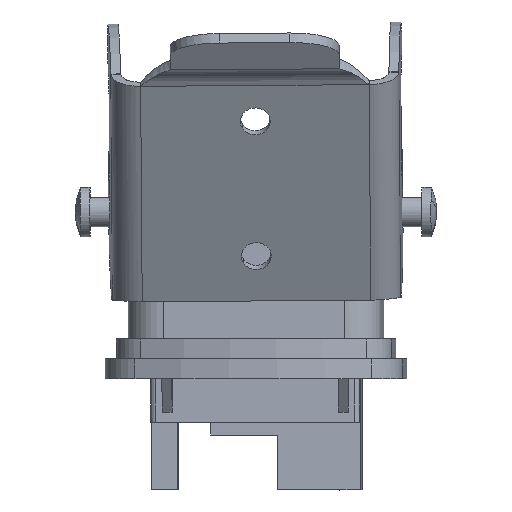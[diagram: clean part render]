
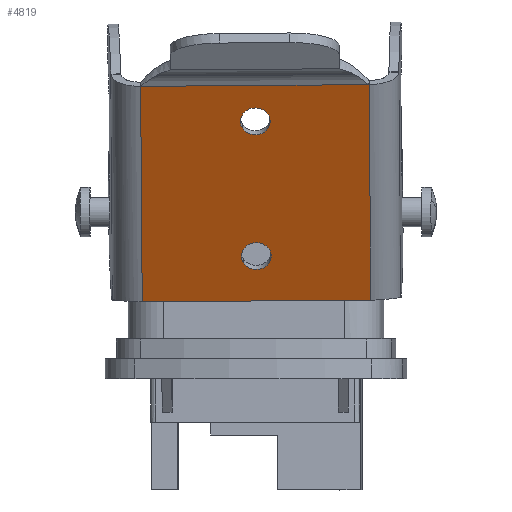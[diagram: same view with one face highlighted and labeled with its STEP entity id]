
A CAD part, front view. The second image highlights one B-rep face of the part: STEP entity #4819.
In plain terms, the highlighted planar face has unit normal (0.003, -0.906, -0.423).
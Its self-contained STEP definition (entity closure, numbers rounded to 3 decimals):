
#4664=AXIS2_PLACEMENT_3D('Circle Axis2P3D',#4662,#4663,$) ;
#4725=AXIS2_PLACEMENT_3D('Plane Axis2P3D',#4722,#4723,#4724) ;
#4657=CARTESIAN_POINT('Vertex',(19.59,19.664,24.277)) ;
#4662=CARTESIAN_POINT('Axis2P3D Location',(18.278,19.968,23.616)) ;
#4666=CARTESIAN_POINT('Vertex',(16.967,20.272,22.954)) ;
#4700=CARTESIAN_POINT('Control Point',(16.967,20.272,22.954)) ;
#4701=CARTESIAN_POINT('Control Point',(17.195,20.447,22.581)) ;
#4702=CARTESIAN_POINT('Control Point',(17.586,20.584,22.29)) ;
#4703=CARTESIAN_POINT('Control Point',(18.092,20.647,22.159)) ;
#4704=CARTESIAN_POINT('Control Point',(19.096,20.593,22.282)) ;
#4705=CARTESIAN_POINT('Control Point',(19.74,20.265,22.99)) ;
#4706=CARTESIAN_POINT('Control Point',(19.885,20.051,23.449)) ;
#4707=CARTESIAN_POINT('Control Point',(19.818,19.839,23.904)) ;
#4708=CARTESIAN_POINT('Control Point',(19.59,19.664,24.277)) ;
#4722=CARTESIAN_POINT('Axis2P3D Location',(31.72,17.01,30.059)) ;
#4727=CARTESIAN_POINT('Line Origine',(18.138,11.939,40.836)) ;
#4731=CARTESIAN_POINT('Vertex',(6.601,11.939,40.75)) ;
#4733=CARTESIAN_POINT('Vertex',(29.674,11.939,40.921)) ;
#4736=CARTESIAN_POINT('Line Origine',(6.682,17.01,29.875)) ;
#4740=CARTESIAN_POINT('Vertex',(6.762,22.081,18.999)) ;
#4743=CARTESIAN_POINT('Line Origine',(18.298,22.081,19.084)) ;
#4747=CARTESIAN_POINT('Vertex',(29.835,22.081,19.169)) ;
#4750=CARTESIAN_POINT('Line Origine',(29.754,17.01,30.045)) ;
#4766=CARTESIAN_POINT('Control Point',(16.866,13.933,36.549)) ;
#4767=CARTESIAN_POINT('Control Point',(16.954,14.,36.407)) ;
#4768=CARTESIAN_POINT('Control Point',(17.064,14.061,36.276)) ;
#4769=CARTESIAN_POINT('Control Point',(17.196,14.115,36.162)) ;
#4770=CARTESIAN_POINT('Control Point',(17.494,14.204,35.973)) ;
#4771=CARTESIAN_POINT('Control Point',(17.84,14.253,35.871)) ;
#4772=CARTESIAN_POINT('Control Point',(18.02,14.266,35.844)) ;
#4773=CARTESIAN_POINT('Control Point',(18.384,14.269,35.84)) ;
#4774=CARTESIAN_POINT('Control Point',(18.733,14.227,35.932)) ;
#4775=CARTESIAN_POINT('Control Point',(18.899,14.195,36.003)) ;
#4776=CARTESIAN_POINT('Control Point',(19.202,14.111,36.185)) ;
#4777=CARTESIAN_POINT('Control Point',(19.432,13.993,36.441)) ;
#4778=CARTESIAN_POINT('Control Point',(19.526,13.927,36.583)) ;
#4779=CARTESIAN_POINT('Control Point',(19.662,13.784,36.889)) ;
#4780=CARTESIAN_POINT('Control Point',(19.694,13.631,37.218)) ;
#4781=CARTESIAN_POINT('Control Point',(19.682,13.554,37.383)) ;
#4782=CARTESIAN_POINT('Control Point',(19.634,13.461,37.582)) ;
#4783=CARTESIAN_POINT('Control Point',(19.548,13.374,37.768)) ;
#4784=CARTESIAN_POINT('Control Point',(19.529,13.358,37.804)) ;
#4785=CARTESIAN_POINT('Control Point',(19.51,13.342,37.838)) ;
#4786=CARTESIAN_POINT('Control Point',(19.489,13.326,37.872)) ;
#4787=CARTESIAN_POINT('Vertex',(16.866,13.933,36.549)) ;
#4789=CARTESIAN_POINT('Vertex',(19.489,13.326,37.872)) ;
#4793=CARTESIAN_POINT('Control Point',(19.489,13.326,37.872)) ;
#4794=CARTESIAN_POINT('Control Point',(19.402,13.259,38.014)) ;
#4795=CARTESIAN_POINT('Control Point',(19.291,13.198,38.145)) ;
#4796=CARTESIAN_POINT('Control Point',(19.159,13.144,38.259)) ;
#4797=CARTESIAN_POINT('Control Point',(18.862,13.055,38.448)) ;
#4798=CARTESIAN_POINT('Control Point',(18.516,13.006,38.55)) ;
#4799=CARTESIAN_POINT('Control Point',(18.335,12.993,38.577)) ;
#4800=CARTESIAN_POINT('Control Point',(17.971,12.99,38.581)) ;
#4801=CARTESIAN_POINT('Control Point',(17.622,13.032,38.488)) ;
#4802=CARTESIAN_POINT('Control Point',(17.457,13.064,38.418)) ;
#4803=CARTESIAN_POINT('Control Point',(17.154,13.148,38.235)) ;
#4804=CARTESIAN_POINT('Control Point',(16.923,13.266,37.98)) ;
#4805=CARTESIAN_POINT('Control Point',(16.83,13.333,37.837)) ;
#4806=CARTESIAN_POINT('Control Point',(16.694,13.475,37.531)) ;
#4807=CARTESIAN_POINT('Control Point',(16.662,13.628,37.203)) ;
#4808=CARTESIAN_POINT('Control Point',(16.673,13.705,37.038)) ;
#4809=CARTESIAN_POINT('Control Point',(16.721,13.798,36.838)) ;
#4810=CARTESIAN_POINT('Control Point',(16.808,13.885,36.652)) ;
#4811=CARTESIAN_POINT('Control Point',(16.826,13.901,36.617)) ;
#4812=CARTESIAN_POINT('Control Point',(16.846,13.918,36.583)) ;
#4813=CARTESIAN_POINT('Control Point',(16.866,13.933,36.549)) ;
#4663=DIRECTION('Axis2P3D Direction',(0.003,-0.906,-0.423)) ;
#4723=DIRECTION('Axis2P3D Direction',(0.003,-0.906,-0.423)) ;
#4724=DIRECTION('Axis2P3D XDirection',(-0.007,-0.423,0.906)) ;
#4728=DIRECTION('Vector Direction',(-1.,0.,-0.007)) ;
#4737=DIRECTION('Vector Direction',(-0.007,-0.423,0.906)) ;
#4744=DIRECTION('Vector Direction',(-1.,0.,-0.007)) ;
#4751=DIRECTION('Vector Direction',(-0.007,-0.423,0.906)) ;
#4729=VECTOR('Line Direction',#4728,1.) ;
#4738=VECTOR('Line Direction',#4737,1.) ;
#4745=VECTOR('Line Direction',#4744,1.) ;
#4752=VECTOR('Line Direction',#4751,1.) ;
#4756=ORIENTED_EDGE('',*,*,#4735,.F.) ;
#4757=ORIENTED_EDGE('',*,*,#4742,.F.) ;
#4758=ORIENTED_EDGE('',*,*,#4749,.T.) ;
#4759=ORIENTED_EDGE('',*,*,#4754,.T.) ;
#4762=ORIENTED_EDGE('',*,*,#4709,.F.) ;
#4763=ORIENTED_EDGE('',*,*,#4668,.F.) ;
#4816=ORIENTED_EDGE('',*,*,#4791,.F.) ;
#4817=ORIENTED_EDGE('',*,*,#4814,.F.) ;
#4764=FACE_BOUND('',#4761,.T.) ;
#4818=FACE_BOUND('',#4815,.T.) ;
#4819=ADVANCED_FACE('Hauptk\X2\00F6\X0\rper',(#4760,#4764,#4818),#4726,.T.) ;
#4699=B_SPLINE_CURVE_WITH_KNOTS('',5,(#4700,#4701,#4702,#4703,#4704,#4705,#4706,#4707,#4708),.UNSPECIFIED.,.F.,.U.,(6,3,6),(-2.356,0.,2.356),.UNSPECIFIED.) ;
#4765=B_SPLINE_CURVE_WITH_KNOTS('',5,(#4766,#4767,#4768,#4769,#4770,#4771,#4772,#4773,#4774,#4775,#4776,#4777,#4778,#4779,#4780,#4781,#4782,#4783,#4784,#4785,#4786),.UNSPECIFIED.,.F.,.U.,(6,3,3,3,3,3,6),(0.,1.306,2.614,3.919,5.226,6.533,6.843),.UNSPECIFIED.) ;
#4792=B_SPLINE_CURVE_WITH_KNOTS('',5,(#4793,#4794,#4795,#4796,#4797,#4798,#4799,#4800,#4801,#4802,#4803,#4804,#4805,#4806,#4807,#4808,#4809,#4810,#4811,#4812,#4813),.UNSPECIFIED.,.F.,.U.,(6,3,3,3,3,3,6),(0.,1.306,2.614,3.919,5.226,6.533,6.843),.UNSPECIFIED.) ;
#4665=CIRCLE('generated circle',#4664,1.5) ;
#4668=EDGE_CURVE('',#4658,#4667,#4665,.T.) ;
#4709=EDGE_CURVE('',#4667,#4658,#4699,.T.) ;
#4735=EDGE_CURVE('',#4732,#4734,#4730,.F.) ;
#4742=EDGE_CURVE('',#4741,#4732,#4739,.T.) ;
#4749=EDGE_CURVE('',#4741,#4748,#4746,.F.) ;
#4754=EDGE_CURVE('',#4748,#4734,#4753,.T.) ;
#4791=EDGE_CURVE('',#4788,#4790,#4765,.T.) ;
#4814=EDGE_CURVE('',#4790,#4788,#4792,.T.) ;
#4755=EDGE_LOOP('',(#4756,#4757,#4758,#4759)) ;
#4761=EDGE_LOOP('',(#4762,#4763)) ;
#4815=EDGE_LOOP('',(#4816,#4817)) ;
#4760=FACE_OUTER_BOUND('',#4755,.T.) ;
#4730=LINE('Line',#4727,#4729) ;
#4739=LINE('Line',#4736,#4738) ;
#4746=LINE('Line',#4743,#4745) ;
#4753=LINE('Line',#4750,#4752) ;
#4726=PLANE('',#4725) ;
#4658=VERTEX_POINT('',#4657) ;
#4667=VERTEX_POINT('',#4666) ;
#4732=VERTEX_POINT('',#4731) ;
#4734=VERTEX_POINT('',#4733) ;
#4741=VERTEX_POINT('',#4740) ;
#4748=VERTEX_POINT('',#4747) ;
#4788=VERTEX_POINT('',#4787) ;
#4790=VERTEX_POINT('',#4789) ;
